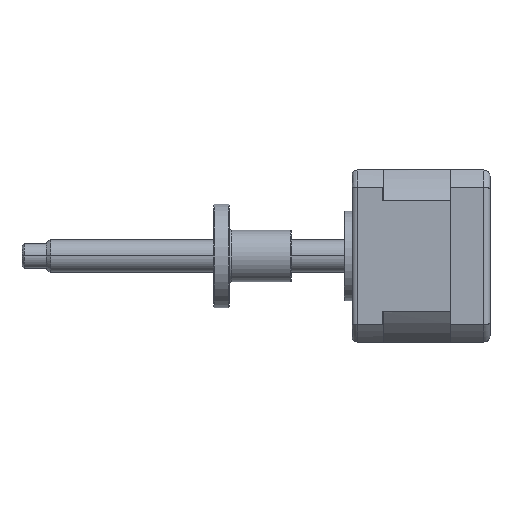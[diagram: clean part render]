
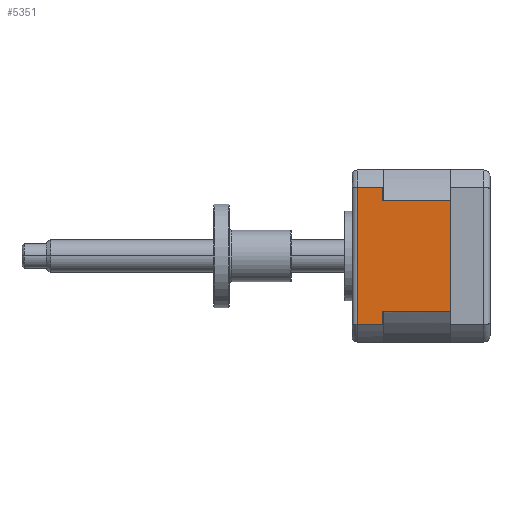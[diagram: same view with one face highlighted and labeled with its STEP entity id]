
A CAD part, left-side view. The second image highlights one B-rep face of the part: STEP entity #5351.
In plain terms, the highlighted planar face has unit normal (-1, 0, 0).
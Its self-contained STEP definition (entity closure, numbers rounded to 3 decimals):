
#61 = ORIENTED_EDGE ( 'NONE', *, *, #5668, .F. ) ;
#159 = CARTESIAN_POINT ( 'NONE',  ( -38.681, -10.358, 50.196 ) ) ;
#250 = LINE ( 'NONE', #5857, #9421 ) ;
#253 = ORIENTED_EDGE ( 'NONE', *, *, #4377, .F. ) ;
#525 = VECTOR ( 'NONE', #7676, 1000. ) ;
#702 = VERTEX_POINT ( 'NONE', #8328 ) ;
#747 = EDGE_LOOP ( 'NONE', ( #6661, #8138, #8568, #9529, #9667, #10653, #61, #253 ) ) ;
#777 = CARTESIAN_POINT ( 'NONE',  ( -38.681, -27.058, 19.756 ) ) ;
#801 = VECTOR ( 'NONE', #3999, 1000. ) ;
#1082 = VECTOR ( 'NONE', #6655, 1000. ) ;
#1126 = DIRECTION ( 'NONE',  ( 0., 1., 0. ) ) ;
#1133 = VECTOR ( 'NONE', #4101, 1000. ) ;
#1250 = AXIS2_PLACEMENT_3D ( 'NONE', #777, #9959, #4490 ) ;
#1322 = VERTEX_POINT ( 'NONE', #11142 ) ;
#1537 = VERTEX_POINT ( 'NONE', #1766 ) ;
#1766 = CARTESIAN_POINT ( 'NONE',  ( -38.681, -10.358, 16.504 ) ) ;
#1812 = CARTESIAN_POINT ( 'NONE',  ( -38.681, -11.958, 16.504 ) ) ;
#1855 = VERTEX_POINT ( 'NONE', #2146 ) ;
#2146 = CARTESIAN_POINT ( 'NONE',  ( -38.681, -4.208, 16.504 ) ) ;
#2187 = DIRECTION ( 'NONE',  ( 0., 0., 1. ) ) ;
#2511 = VECTOR ( 'NONE', #9176, 1000. ) ;
#2954 = LINE ( 'NONE', #11265, #525 ) ;
#3078 = CARTESIAN_POINT ( 'NONE',  ( -38.681, -4.208, 16.504 ) ) ;
#3121 = FACE_OUTER_BOUND ( 'NONE', #747, .T. ) ;
#3529 = LINE ( 'NONE', #159, #1082 ) ;
#3840 = CARTESIAN_POINT ( 'NONE',  ( -38.681, -10.358, 50.196 ) ) ;
#3881 = LINE ( 'NONE', #6881, #1133 ) ;
#3999 = DIRECTION ( 'NONE',  ( 0., 0., -1. ) ) ;
#4101 = DIRECTION ( 'NONE',  ( 0., 0., -1. ) ) ;
#4117 = CARTESIAN_POINT ( 'NONE',  ( -38.681, -10.358, 19.756 ) ) ;
#4231 = CARTESIAN_POINT ( 'NONE',  ( -38.681, -4.208, 50.196 ) ) ;
#4377 = EDGE_CURVE ( 'NONE', #10564, #1322, #3881, .T. ) ;
#4490 = DIRECTION ( 'NONE',  ( 0., 0., 1. ) ) ;
#5351 = ADVANCED_FACE ( 'NONE', ( #3121 ), #9021, .F. ) ;
#5418 = EDGE_CURVE ( 'NONE', #1537, #1855, #10137, .T. ) ;
#5541 = EDGE_CURVE ( 'NONE', #702, #6042, #3529, .T. ) ;
#5559 = EDGE_CURVE ( 'NONE', #10564, #702, #10838, .T. ) ;
#5610 = EDGE_CURVE ( 'NONE', #6042, #9889, #2954, .T. ) ;
#5629 = EDGE_CURVE ( 'NONE', #9889, #1855, #10275, .T. ) ;
#5634 = EDGE_CURVE ( 'NONE', #1537, #9609, #9982, .T. ) ;
#5668 = EDGE_CURVE ( 'NONE', #1322, #9609, #250, .T. ) ;
#5857 = CARTESIAN_POINT ( 'NONE',  ( -38.681, -27.058, 19.756 ) ) ;
#5894 = DIRECTION ( 'NONE',  ( 0., 1., 0. ) ) ;
#5993 = VECTOR ( 'NONE', #1126, 1000. ) ;
#6042 = VERTEX_POINT ( 'NONE', #3840 ) ;
#6655 = DIRECTION ( 'NONE',  ( 0., 0., 1. ) ) ;
#6661 = ORIENTED_EDGE ( 'NONE', *, *, #5559, .T. ) ;
#6881 = CARTESIAN_POINT ( 'NONE',  ( -38.681, -27.058, 19.756 ) ) ;
#7582 = CARTESIAN_POINT ( 'NONE',  ( -38.681, -27.058, 46.944 ) ) ;
#7676 = DIRECTION ( 'NONE',  ( 0., 1., 0. ) ) ;
#7713 = CARTESIAN_POINT ( 'NONE',  ( -38.681, -10.358, 50.196 ) ) ;
#8138 = ORIENTED_EDGE ( 'NONE', *, *, #5541, .T. ) ;
#8328 = CARTESIAN_POINT ( 'NONE',  ( -38.681, -10.358, 46.944 ) ) ;
#8568 = ORIENTED_EDGE ( 'NONE', *, *, #5610, .T. ) ;
#9021 = PLANE ( 'NONE',  #1250 ) ;
#9176 = DIRECTION ( 'NONE',  ( 0., 1., 0. ) ) ;
#9421 = VECTOR ( 'NONE', #5894, 1000. ) ;
#9529 = ORIENTED_EDGE ( 'NONE', *, *, #5629, .T. ) ;
#9609 = VERTEX_POINT ( 'NONE', #4117 ) ;
#9667 = ORIENTED_EDGE ( 'NONE', *, *, #5418, .F. ) ;
#9696 = VECTOR ( 'NONE', #2187, 1000. ) ;
#9889 = VERTEX_POINT ( 'NONE', #4231 ) ;
#9959 = DIRECTION ( 'NONE',  ( 1., 0., 0. ) ) ;
#9982 = LINE ( 'NONE', #7713, #9696 ) ;
#10137 = LINE ( 'NONE', #1812, #2511 ) ;
#10275 = LINE ( 'NONE', #3078, #801 ) ;
#10564 = VERTEX_POINT ( 'NONE', #11241 ) ;
#10653 = ORIENTED_EDGE ( 'NONE', *, *, #5634, .T. ) ;
#10838 = LINE ( 'NONE', #7582, #5993 ) ;
#11142 = CARTESIAN_POINT ( 'NONE',  ( -38.681, -27.058, 19.756 ) ) ;
#11241 = CARTESIAN_POINT ( 'NONE',  ( -38.681, -27.058, 46.944 ) ) ;
#11265 = CARTESIAN_POINT ( 'NONE',  ( -38.681, -11.958, 50.196 ) ) ;
